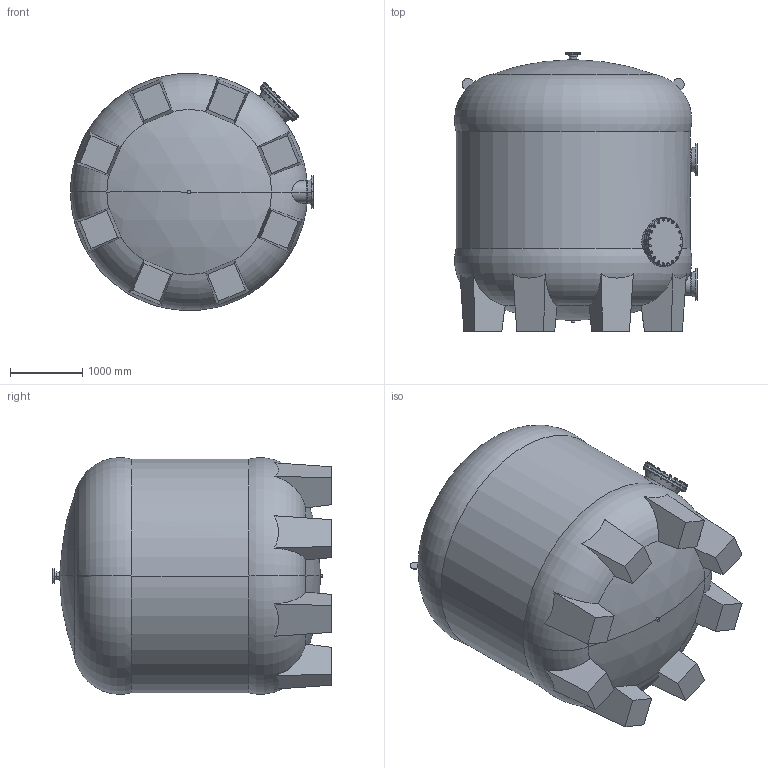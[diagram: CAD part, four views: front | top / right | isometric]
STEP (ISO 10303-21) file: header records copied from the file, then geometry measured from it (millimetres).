
FILE_DESCRIPTION (( 'STEP AP214' ), '1' );
FILE_NAME ('ozon_reactor_320c_.STEP', '2020-11-03T10:16:03', ( '' ), ( '' ), 'SwSTEP 2.0', 'SolidWorks 2019', '' );
FILE_SCHEMA (( 'AUTOMOTIVE_DESIGN' ));
Length unit declared in the file: millimetre
Products named in the file (1): ozon_reactor_320c_
Bounding box: 3354.26 x 3849.72 x 3266.65 mm (x, y, z)
Surface area: 52936742.1 mm2 (no closed solid volume)
Topology: 0 solids, 62 shells, 623 faces, 1535 edges, 959 vertices
Faces by surface type: plane 259, cone 181, cylinder 143, torus 36, sphere 4
Entity records: 42834 total; most frequent: CARTESIAN_POINT 23789, ORIENTED_EDGE 2768, DIRECTION 1730, EDGE_CURVE 1535, B_SPLINE_CURVE_WITH_KNOTS 1253, VERTEX_POINT 959, AXIS2_PLACEMENT_3D 824, EDGE_LOOP 696
